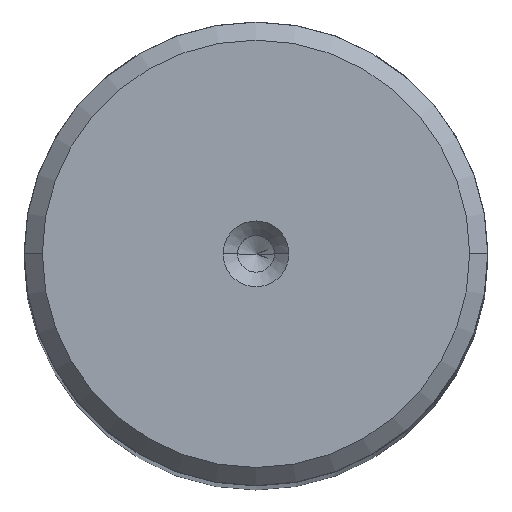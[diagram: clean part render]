
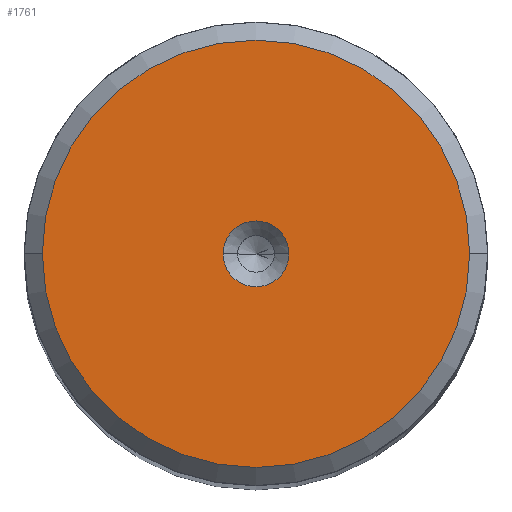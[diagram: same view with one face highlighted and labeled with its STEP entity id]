
A CAD part, top view. The second image highlights one B-rep face of the part: STEP entity #1761.
In plain terms, the highlighted planar face has unit normal (0, 0, 1).
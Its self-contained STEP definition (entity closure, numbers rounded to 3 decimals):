
#52 = EDGE_LOOP ( 'NONE', ( #164, #677 ) ) ;
#64 = DIRECTION ( 'NONE',  ( 0., 0., 1. ) ) ;
#136 = EDGE_CURVE ( 'NONE', #1802, #2405, #540, .T. ) ;
#142 = DIRECTION ( 'NONE',  ( 1., 0., 0. ) ) ;
#156 = CARTESIAN_POINT ( 'NONE',  ( 0., 0., 200. ) ) ;
#157 = VERTEX_POINT ( 'NONE', #1752 ) ;
#164 = ORIENTED_EDGE ( 'NONE', *, *, #1727, .F. ) ;
#218 = AXIS2_PLACEMENT_3D ( 'NONE', #1811, #897, #230 ) ;
#229 = EDGE_LOOP ( 'NONE', ( #1966, #713 ) ) ;
#230 = DIRECTION ( 'NONE',  ( 1., 0., 0. ) ) ;
#259 = DIRECTION ( 'NONE',  ( 0., 0., 1. ) ) ;
#273 = CARTESIAN_POINT ( 'NONE',  ( -17.514, 0., 200. ) ) ;
#540 = CIRCLE ( 'NONE', #1338, 17.514 ) ;
#587 = CIRCLE ( 'NONE', #2310, 17.514 ) ;
#589 = AXIS2_PLACEMENT_3D ( 'NONE', #1412, #64, #979 ) ;
#677 = ORIENTED_EDGE ( 'NONE', *, *, #825, .F. ) ;
#713 = ORIENTED_EDGE ( 'NONE', *, *, #136, .T. ) ;
#742 = CARTESIAN_POINT ( 'NONE',  ( -2.7, 0., 200. ) ) ;
#825 = EDGE_CURVE ( 'NONE', #1225, #157, #1405, .T. ) ;
#897 = DIRECTION ( 'NONE',  ( 0., 0., 1. ) ) ;
#979 = DIRECTION ( 'NONE',  ( 1., 0., 0. ) ) ;
#1093 = DIRECTION ( 'NONE',  ( 0., 0., 1. ) ) ;
#1225 = VERTEX_POINT ( 'NONE', #742 ) ;
#1338 = AXIS2_PLACEMENT_3D ( 'NONE', #2238, #1093, #1998 ) ;
#1405 = CIRCLE ( 'NONE', #218, 2.7 ) ;
#1410 = CIRCLE ( 'NONE', #589, 2.7 ) ;
#1412 = CARTESIAN_POINT ( 'NONE',  ( 0., 0., 200. ) ) ;
#1459 = CARTESIAN_POINT ( 'NONE',  ( 17.514, 0., 200. ) ) ;
#1727 = EDGE_CURVE ( 'NONE', #157, #1225, #1410, .T. ) ;
#1752 = CARTESIAN_POINT ( 'NONE',  ( 2.7, 0., 200. ) ) ;
#1761 = ADVANCED_FACE ( 'NONE', ( #2906, #2771 ), #2081, .T. ) ;
#1802 = VERTEX_POINT ( 'NONE', #1459 ) ;
#1811 = CARTESIAN_POINT ( 'NONE',  ( 0., 0., 200. ) ) ;
#1966 = ORIENTED_EDGE ( 'NONE', *, *, #2583, .T. ) ;
#1998 = DIRECTION ( 'NONE',  ( 1., 0., 0. ) ) ;
#2081 = PLANE ( 'NONE',  #2262 ) ;
#2135 = DIRECTION ( 'NONE',  ( 0., 0., 1. ) ) ;
#2238 = CARTESIAN_POINT ( 'NONE',  ( 0., 0., 200. ) ) ;
#2262 = AXIS2_PLACEMENT_3D ( 'NONE', #2551, #259, #2799 ) ;
#2310 = AXIS2_PLACEMENT_3D ( 'NONE', #156, #2135, #142 ) ;
#2405 = VERTEX_POINT ( 'NONE', #273 ) ;
#2551 = CARTESIAN_POINT ( 'NONE',  ( 0., 0., 200. ) ) ;
#2583 = EDGE_CURVE ( 'NONE', #2405, #1802, #587, .T. ) ;
#2771 = FACE_OUTER_BOUND ( 'NONE', #229, .T. ) ;
#2799 = DIRECTION ( 'NONE',  ( 1., 0., 0. ) ) ;
#2906 = FACE_BOUND ( 'NONE', #52, .T. ) ;
